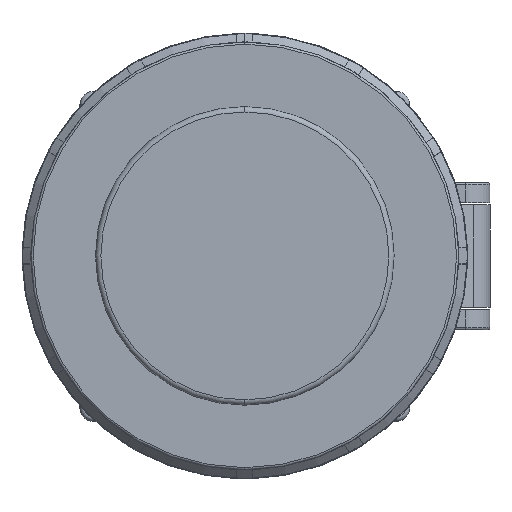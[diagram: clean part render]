
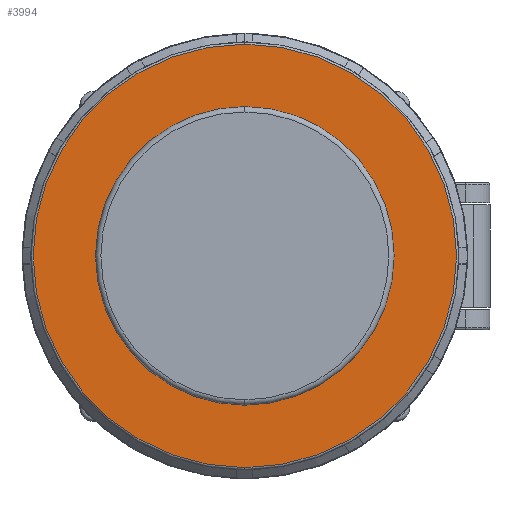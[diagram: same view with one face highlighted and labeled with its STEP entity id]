
A CAD part, top view. The second image highlights one B-rep face of the part: STEP entity #3994.
In plain terms, the highlighted face is planar.
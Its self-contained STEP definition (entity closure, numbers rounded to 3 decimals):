
#10 = EDGE_LOOP ( 'NONE', ( #6757, #4378 ) ) ;
#93 = DIRECTION ( 'NONE',  ( 0., 0., -1. ) ) ;
#480 = CARTESIAN_POINT ( 'NONE',  ( -33.5, 0., 0. ) ) ;
#572 = CARTESIAN_POINT ( 'NONE',  ( 0., 0., 0. ) ) ;
#751 = CIRCLE ( 'NONE', #9033, 47.5 ) ;
#1394 = CARTESIAN_POINT ( 'NONE',  ( 0., 0., 0. ) ) ;
#1689 = VERTEX_POINT ( 'NONE', #13178 ) ;
#2515 = ORIENTED_EDGE ( 'NONE', *, *, #8930, .F. ) ;
#3512 = VERTEX_POINT ( 'NONE', #480 ) ;
#3994 = ADVANCED_FACE ( 'NONE', ( #6453, #10110 ), #5984, .F. ) ;
#4031 = VERTEX_POINT ( 'NONE', #5935 ) ;
#4043 = CIRCLE ( 'NONE', #9430, 33.5 ) ;
#4378 = ORIENTED_EDGE ( 'NONE', *, *, #5310, .T. ) ;
#4552 = ORIENTED_EDGE ( 'NONE', *, *, #8667, .F. ) ;
#5310 = EDGE_CURVE ( 'NONE', #12470, #4031, #13562, .T. ) ;
#5506 = CARTESIAN_POINT ( 'NONE',  ( 0., 0., 0. ) ) ;
#5843 = DIRECTION ( 'NONE',  ( 1., 0., 0. ) ) ;
#5935 = CARTESIAN_POINT ( 'NONE',  ( 47.5, 0., 0. ) ) ;
#5984 = PLANE ( 'NONE',  #8119 ) ;
#6052 = DIRECTION ( 'NONE',  ( 1., 0., 0. ) ) ;
#6453 = FACE_BOUND ( 'NONE', #11054, .T. ) ;
#6757 = ORIENTED_EDGE ( 'NONE', *, *, #7561, .T. ) ;
#6922 = DIRECTION ( 'NONE',  ( 0., 0., -1. ) ) ;
#7013 = CIRCLE ( 'NONE', #10026, 33.5 ) ;
#7561 = EDGE_CURVE ( 'NONE', #4031, #12470, #751, .T. ) ;
#8119 = AXIS2_PLACEMENT_3D ( 'NONE', #13771, #9261, #9212 ) ;
#8511 = AXIS2_PLACEMENT_3D ( 'NONE', #1394, #6922, #5843 ) ;
#8667 = EDGE_CURVE ( 'NONE', #3512, #1689, #4043, .T. ) ;
#8677 = DIRECTION ( 'NONE',  ( 0., 0., -1. ) ) ;
#8732 = CARTESIAN_POINT ( 'NONE',  ( -47.5, 0., 0. ) ) ;
#8819 = DIRECTION ( 'NONE',  ( 1., 0., 0. ) ) ;
#8930 = EDGE_CURVE ( 'NONE', #1689, #3512, #7013, .T. ) ;
#9033 = AXIS2_PLACEMENT_3D ( 'NONE', #11210, #93, #6052 ) ;
#9212 = DIRECTION ( 'NONE',  ( 1., 0., 0. ) ) ;
#9261 = DIRECTION ( 'NONE',  ( 0., 0., 1. ) ) ;
#9430 = AXIS2_PLACEMENT_3D ( 'NONE', #572, #10535, #12814 ) ;
#10026 = AXIS2_PLACEMENT_3D ( 'NONE', #5506, #8677, #8819 ) ;
#10110 = FACE_OUTER_BOUND ( 'NONE', #10, .T. ) ;
#10535 = DIRECTION ( 'NONE',  ( 0., 0., -1. ) ) ;
#11054 = EDGE_LOOP ( 'NONE', ( #4552, #2515 ) ) ;
#11210 = CARTESIAN_POINT ( 'NONE',  ( 0., 0., 0. ) ) ;
#12470 = VERTEX_POINT ( 'NONE', #8732 ) ;
#12814 = DIRECTION ( 'NONE',  ( 1., 0., 0. ) ) ;
#13178 = CARTESIAN_POINT ( 'NONE',  ( 33.5, 0., 0. ) ) ;
#13562 = CIRCLE ( 'NONE', #8511, 47.5 ) ;
#13771 = CARTESIAN_POINT ( 'NONE',  ( 0., 0., 0. ) ) ;
